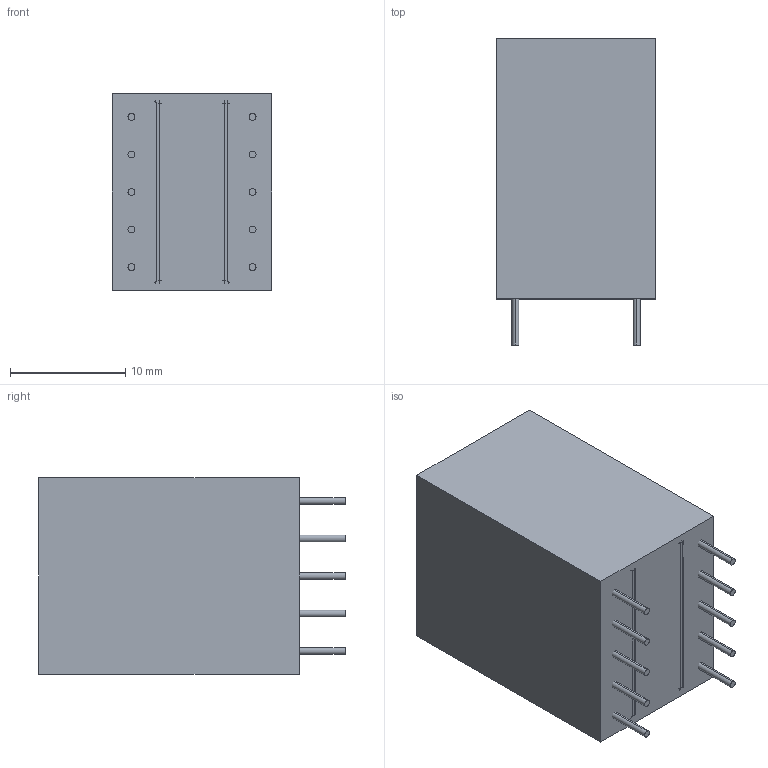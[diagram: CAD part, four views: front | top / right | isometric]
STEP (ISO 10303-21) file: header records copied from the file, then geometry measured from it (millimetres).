
FILE_DESCRIPTION (( 'STEP AP214' ), '1' );
FILE_NAME ('EE16-7-5_5836.STEP', '2017-04-06T19:42:15', ( '' ), ( '' ), 'SwSTEP 2.0', 'SolidWorks 2014', '' );
FILE_SCHEMA (( 'AUTOMOTIVE_DESIGN' ));
Length unit declared in the file: millimetre
Products named in the file (6): 070-5836_6A; 070-5836_INTF; EE16-7-5_5836; 440-9989-1261; 150-1261_6C; 070-5836_coil
Assembly tree (6 placements, depth 2):
  EE16-7-5_5836
    070-5836_INTF
    070-5836_6A
    070-5836_coil
    150-1261_6C  x2
    440-9989-1261
Bounding box: 13.84 x 26.54 x 17.04 mm (x, y, z)
Surface area: 6307.7 mm2
Topology: 6 solids, 6 shells, 386 faces, 926 edges, 520 vertices
Faces by surface type: cylinder 158, plane 131, sphere 42, bspline 28, torus 27
Entity records: 12513 total; most frequent: CARTESIAN_POINT 3786, DIRECTION 1722, ORIENTED_EDGE 1694, EDGE_CURVE 847, AXIS2_PLACEMENT_3D 643, VERTEX_POINT 495, LINE 436, VECTOR 436
